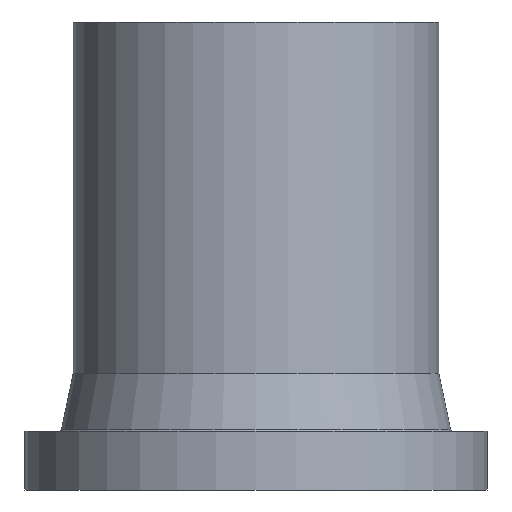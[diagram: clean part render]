
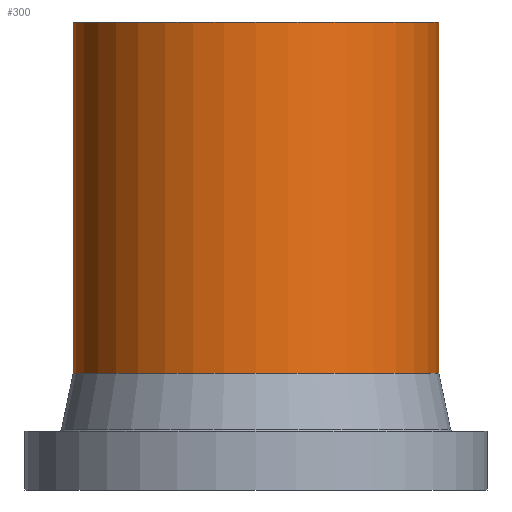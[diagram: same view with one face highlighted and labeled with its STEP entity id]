
A CAD part, front view. The second image highlights one B-rep face of the part: STEP entity #300.
In plain terms, the highlighted cylindrical face has radius 62.5 mm (diameter 125 mm), a partial arc.
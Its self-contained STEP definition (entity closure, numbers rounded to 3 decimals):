
#18 = VERTEX_POINT ( 'NONE', #366 ) ;
#20 = DIRECTION ( 'NONE',  ( 0., 0., -1. ) ) ;
#22 = AXIS2_PLACEMENT_3D ( 'NONE', #119, #416, #117 ) ;
#26 = DIRECTION ( 'NONE',  ( -1., 0., 0. ) ) ;
#30 = ORIENTED_EDGE ( 'NONE', *, *, #142, .T. ) ;
#41 = EDGE_CURVE ( 'NONE', #166, #475, #245, .T. ) ;
#42 = CARTESIAN_POINT ( 'NONE',  ( 62.5, 0., 160. ) ) ;
#60 = CARTESIAN_POINT ( 'NONE',  ( 0., 0., 40. ) ) ;
#67 = ORIENTED_EDGE ( 'NONE', *, *, #360, .F. ) ;
#70 = VECTOR ( 'NONE', #20, 1000. ) ;
#81 = DIRECTION ( 'NONE',  ( 0., 0., -1. ) ) ;
#117 = DIRECTION ( 'NONE',  ( -1., 0., 0. ) ) ;
#119 = CARTESIAN_POINT ( 'NONE',  ( 0., 0., 0. ) ) ;
#121 = LINE ( 'NONE', #167, #287 ) ;
#136 = CIRCLE ( 'NONE', #408, 62.5 ) ;
#142 = EDGE_CURVE ( 'NONE', #237, #166, #136, .T. ) ;
#144 = CIRCLE ( 'NONE', #252, 62.5 ) ;
#166 = VERTEX_POINT ( 'NONE', #270 ) ;
#167 = CARTESIAN_POINT ( 'NONE',  ( 62.5, 0., 0. ) ) ;
#174 = EDGE_CURVE ( 'NONE', #18, #475, #144, .T. ) ;
#182 = EDGE_LOOP ( 'NONE', ( #67, #30, #392, #353 ) ) ;
#192 = CARTESIAN_POINT ( 'NONE',  ( -62.5, 0., 40. ) ) ;
#205 = DIRECTION ( 'NONE',  ( 0., 0., -1. ) ) ;
#206 = CARTESIAN_POINT ( 'NONE',  ( -62.5, 0., 0. ) ) ;
#228 = FACE_OUTER_BOUND ( 'NONE', #182, .T. ) ;
#233 = CARTESIAN_POINT ( 'NONE',  ( 0., 0., 160. ) ) ;
#237 = VERTEX_POINT ( 'NONE', #42 ) ;
#245 = LINE ( 'NONE', #206, #70 ) ;
#252 = AXIS2_PLACEMENT_3D ( 'NONE', #60, #356, #26 ) ;
#270 = CARTESIAN_POINT ( 'NONE',  ( -62.5, 0., 160. ) ) ;
#287 = VECTOR ( 'NONE', #81, 1000. ) ;
#300 = ADVANCED_FACE ( 'NONE', ( #228 ), #451, .T. ) ;
#353 = ORIENTED_EDGE ( 'NONE', *, *, #174, .F. ) ;
#356 = DIRECTION ( 'NONE',  ( 0., 0., -1. ) ) ;
#360 = EDGE_CURVE ( 'NONE', #237, #18, #121, .T. ) ;
#366 = CARTESIAN_POINT ( 'NONE',  ( 62.5, 0., 40. ) ) ;
#392 = ORIENTED_EDGE ( 'NONE', *, *, #41, .T. ) ;
#408 = AXIS2_PLACEMENT_3D ( 'NONE', #233, #205, #466 ) ;
#416 = DIRECTION ( 'NONE',  ( 0., 0., -1. ) ) ;
#451 = CYLINDRICAL_SURFACE ( 'NONE', #22, 62.5 ) ;
#466 = DIRECTION ( 'NONE',  ( -1., 0., 0. ) ) ;
#475 = VERTEX_POINT ( 'NONE', #192 ) ;
